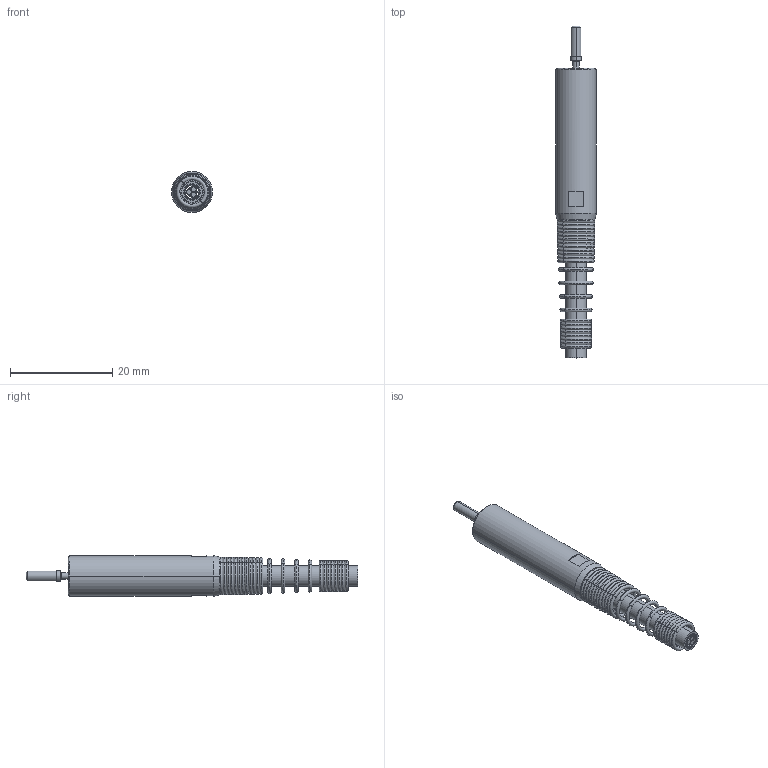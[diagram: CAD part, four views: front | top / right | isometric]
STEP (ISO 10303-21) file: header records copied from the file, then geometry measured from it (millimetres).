
FILE_DESCRIPTION (( 'STEP AP214' ), '1' );
FILE_NAME ('DP-SC2S_3mm inner dia.STEP', '2025-11-07T08:42:52', ( 'User' ), ( 'user' ), 'SwSTEP 2.0', 'SolidWorks 2020', '' );
FILE_SCHEMA (( 'AUTOMOTIVE_DESIGN' ));
Length unit declared in the file: millimetre
Products named in the file (1): DP-SC2S_3mm inner dia
Bounding box: 8 x 64.78 x 8 mm (x, y, z)
Surface area: 2240.6 mm2 (no closed solid volume)
Topology: 0 solids, 35 shells, 148 faces, 312 edges, 176 vertices
Faces by surface type: torus 98, cylinder 26, plane 16, cone 8
Entity records: 5659 total; most frequent: DIRECTION 880, CARTESIAN_POINT 637, ORIENTED_EDGE 584, AXIS2_PLACEMENT_3D 419, EDGE_CURVE 312, CIRCLE 270, VERTEX_POINT 176, EDGE_LOOP 156
